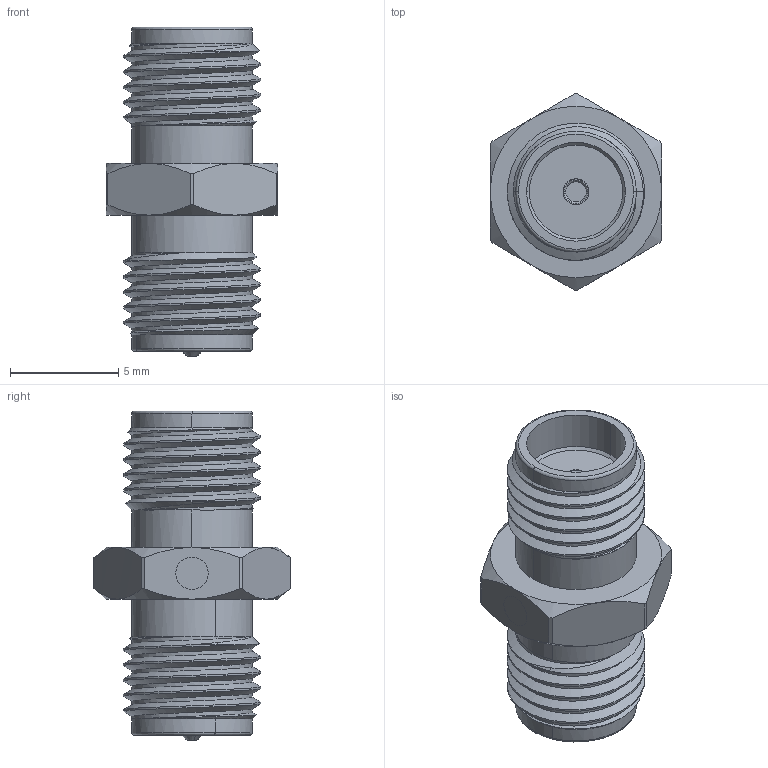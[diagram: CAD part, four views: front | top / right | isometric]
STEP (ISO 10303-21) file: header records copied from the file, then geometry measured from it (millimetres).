
FILE_DESCRIPTION (( 'STEP AP203' ), '1' );
FILE_NAME ('LCAD91260_3D.STEP', '2022-08-22T22:12:00', ( '' ), ( '' ), 'SwSTEP 2.0', 'SolidWorks 2021', '' );
FILE_SCHEMA (( 'CONFIG_CONTROL_DESIGN' ));
Length unit declared in the file: inch
Products named in the file (1): LCAD91260_3D
Bounding box: 7.94 x 9.08 x 15.25 mm (x, y, z)
Volume: 395.9 mm3; surface area: 552.8 mm2
Topology: 1 solids, 3 shells, 130 faces, 308 edges, 193 vertices
Faces by surface type: cylinder 52, plane 35, cone 33, bspline 6, torus 4
Entity records: 7392 total; most frequent: CARTESIAN_POINT 4504, ORIENTED_EDGE 616, DIRECTION 553, EDGE_CURVE 308, AXIS2_PLACEMENT_3D 224, VERTEX_POINT 193, EDGE_LOOP 139, FACE_OUTER_BOUND 130
